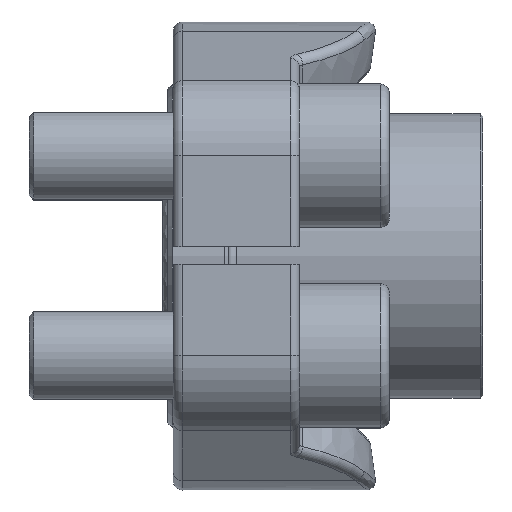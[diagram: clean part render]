
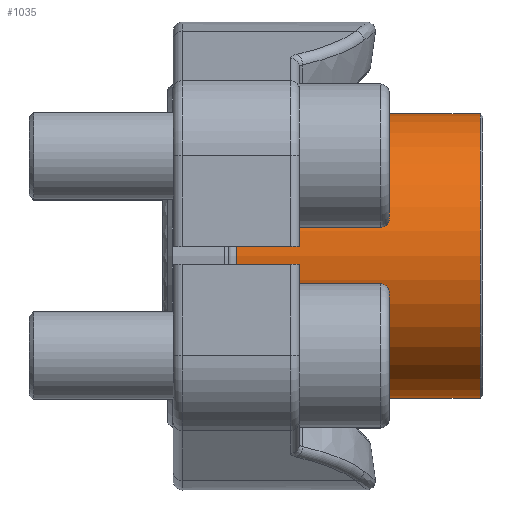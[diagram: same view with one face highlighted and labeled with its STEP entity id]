
A CAD part, top view. The second image highlights one B-rep face of the part: STEP entity #1035.
In plain terms, the highlighted cylindrical face has radius 15.8 mm (diameter 31.6 mm), a full revolution.
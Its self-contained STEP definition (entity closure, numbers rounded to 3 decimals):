
#1035=ADVANCED_FACE('',(#1162,#1163),#1136,.T.);
#1136=CYLINDRICAL_SURFACE('',#2157,15.8);
#1162=FACE_BOUND('',#1247,.T.);
#1163=FACE_BOUND('',#1248,.T.);
#1247=EDGE_LOOP('',(#1390));
#1248=EDGE_LOOP('',(#1391));
#1390=ORIENTED_EDGE('',*,*,#1870,.T.);
#1391=ORIENTED_EDGE('',*,*,#1871,.T.);
#1748=VERTEX_POINT('',#2840);
#1749=VERTEX_POINT('',#2842);
#1870=EDGE_CURVE('',#1748,#1748,#2049,.T.);
#1871=EDGE_CURVE('',#1749,#1749,#2050,.T.);
#2049=CIRCLE('',#2155,15.8);
#2050=CIRCLE('',#2156,15.8);
#2155=AXIS2_PLACEMENT_3D('',#2839,#2371,#2372);
#2156=AXIS2_PLACEMENT_3D('',#2841,#2373,#2374);
#2157=AXIS2_PLACEMENT_3D('',#2843,#2375,#2376);
#2371=DIRECTION('',(1.,0.,0.));
#2372=DIRECTION('',(0.,0.,1.));
#2373=DIRECTION('',(-1.,0.,0.));
#2374=DIRECTION('',(0.,0.,1.));
#2375=DIRECTION('',(-1.,0.,0.));
#2376=DIRECTION('',(0.,0.,1.));
#2839=CARTESIAN_POINT('',(7.6,0.,0.));
#2840=CARTESIAN_POINT('',(7.6,0.,15.8));
#2841=CARTESIAN_POINT('',(34.7,0.,0.));
#2842=CARTESIAN_POINT('',(34.7,0.,15.8));
#2843=CARTESIAN_POINT('',(0.,0.,0.));
